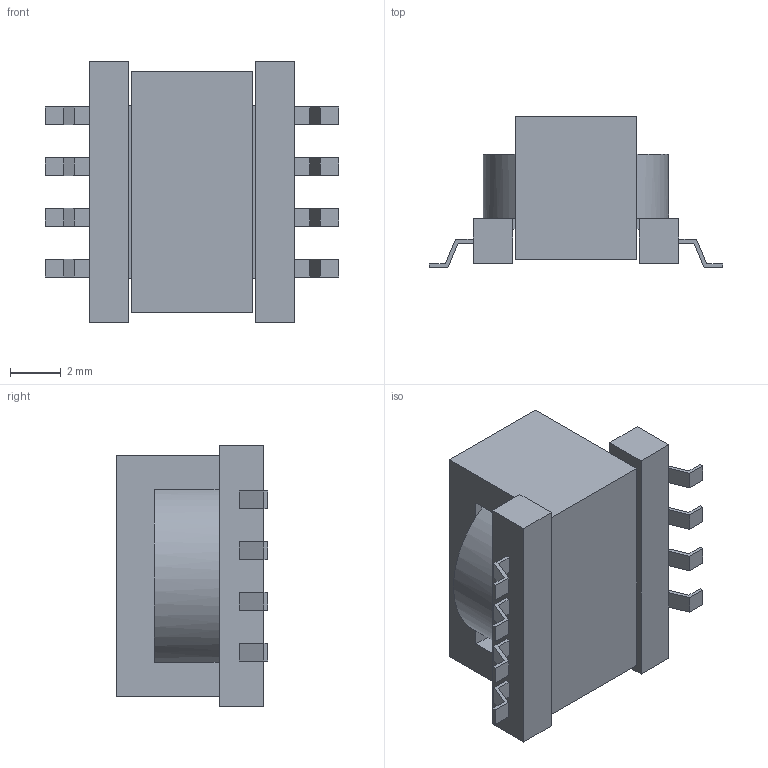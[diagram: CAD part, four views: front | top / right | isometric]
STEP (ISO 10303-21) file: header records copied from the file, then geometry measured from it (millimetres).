
FILE_DESCRIPTION (( 'STEP AP214' ), '1' );
FILE_NAME ('Coilcraft-DA2303-AL.STEP', '2022-03-21T15:46:57', ( '' ), ( '' ), 'SwSTEP 2.0', 'SolidWorks 2021', '' );
FILE_SCHEMA (( 'AUTOMOTIVE_DESIGN' ));
Length unit declared in the file: millimetre
Products named in the file (1): Coilcraft-DA2303-AL
Bounding box: 11.56 x 5.97 x 10.3 mm (x, y, z)
Volume: 337.2 mm3; surface area: 482 mm2
Topology: 1 solids, 1 shells, 130 faces, 640 edges, 544 vertices
Faces by surface type: plane 128, cylinder 2
Entity records: 9693 total; most frequent: CARTESIAN_POINT 3644, ORIENTED_EDGE 1280, EDGE_CURVE 640, VERTEX_POINT 544, DIRECTION 530, B_SPLINE_CURVE_WITH_KNOTS 372, LINE 268, VECTOR 268
